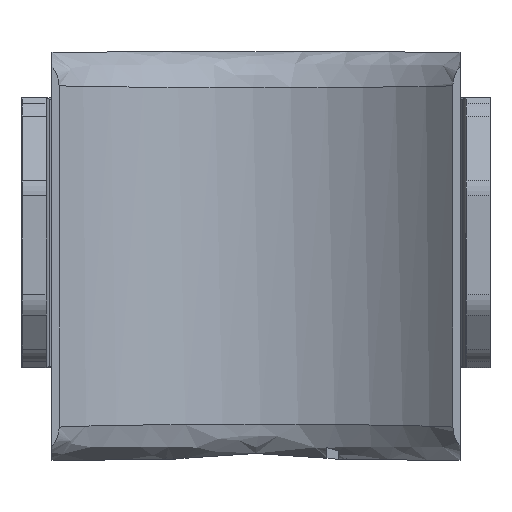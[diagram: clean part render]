
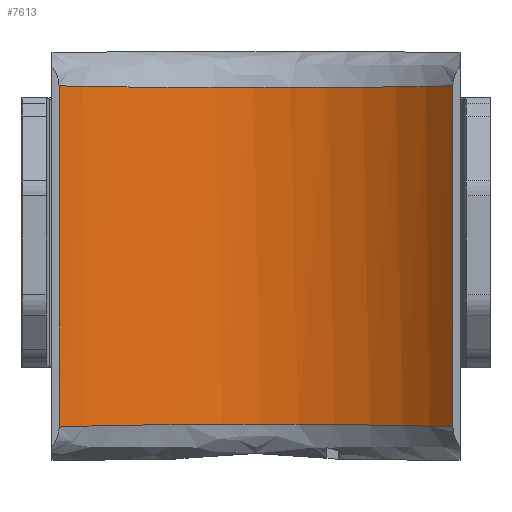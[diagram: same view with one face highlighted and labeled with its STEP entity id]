
A CAD part, front view. The second image highlights one B-rep face of the part: STEP entity #7613.
In plain terms, the highlighted cylindrical face has radius 21.7 mm (diameter 43.4 mm), a partial arc.
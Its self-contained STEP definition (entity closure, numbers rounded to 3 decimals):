
#6 = DIRECTION ( 'NONE',  ( 0., 0., -1. ) ) ;
#209 = EDGE_CURVE ( 'NONE', #2681, #8863, #2220, .T. ) ;
#242 = ORIENTED_EDGE ( 'NONE', *, *, #209, .T. ) ;
#355 = CARTESIAN_POINT ( 'NONE',  ( 4.999, -0.58, 14.051 ) ) ;
#385 = VERTEX_POINT ( 'NONE', #3937 ) ;
#406 = CARTESIAN_POINT ( 'NONE',  ( -8.667, -1.802, 14.071 ) ) ;
#449 = CARTESIAN_POINT ( 'NONE',  ( -7.22, -1.233, 14.061 ) ) ;
#520 = CARTESIAN_POINT ( 'NONE',  ( -14.219, -5.289, -14.151 ) ) ;
#554 = CARTESIAN_POINT ( 'NONE',  ( -8.311, -1.651, 14.069 ) ) ;
#569 = CARTESIAN_POINT ( 'NONE',  ( 8.318, -1.643, -14.068 ) ) ;
#738 = CARTESIAN_POINT ( 'NONE',  ( -16.409, -7.5, -14.218 ) ) ;
#761 = FACE_OUTER_BOUND ( 'NONE', #2575, .T. ) ;
#793 = VERTEX_POINT ( 'NONE', #2271 ) ;
#840 = AXIS2_PLACEMENT_3D ( 'NONE', #3312, #9129, #1695 ) ;
#904 = CARTESIAN_POINT ( 'NONE',  ( -16.409, -7.5, 17. ) ) ;
#1195 = CARTESIAN_POINT ( 'NONE',  ( -11.75, -3.39, 14.103 ) ) ;
#1354 = CARTESIAN_POINT ( 'NONE',  ( -8.667, -1.802, -14.071 ) ) ;
#1621 = EDGE_CURVE ( 'NONE', #8863, #793, #8777, .T. ) ;
#1695 = DIRECTION ( 'NONE',  ( -1., 0., 0. ) ) ;
#1994 = CARTESIAN_POINT ( 'NONE',  ( 16.409, -7.5, -14.218 ) ) ;
#2039 = CARTESIAN_POINT ( 'NONE',  ( -6.111, -0.864, -14.055 ) ) ;
#2139 = CARTESIAN_POINT ( 'NONE',  ( 6.129, -0.88, -14.055 ) ) ;
#2220 = LINE ( 'NONE', #904, #3313 ) ;
#2271 = CARTESIAN_POINT ( 'NONE',  ( 16.409, -7.5, -14.218 ) ) ;
#2476 = CARTESIAN_POINT ( 'NONE',  ( 6.5, -0.993, 14.057 ) ) ;
#2575 = EDGE_LOOP ( 'NONE', ( #242, #5473, #3318, #6921 ) ) ;
#2619 = CARTESIAN_POINT ( 'NONE',  ( -16.409, -7.5, 14.218 ) ) ;
#2681 = VERTEX_POINT ( 'NONE', #4124 ) ;
#2733 = CARTESIAN_POINT ( 'NONE',  ( -7.588, -1.366, -14.064 ) ) ;
#2812 = CARTESIAN_POINT ( 'NONE',  ( 1.554, 0.001, 14.042 ) ) ;
#2830 = CARTESIAN_POINT ( 'NONE',  ( 3.096, -0.166, -14.044 ) ) ;
#2880 = CARTESIAN_POINT ( 'NONE',  ( 9.719, -2.283, -14.081 ) ) ;
#3177 = CARTESIAN_POINT ( 'NONE',  ( 12.39, -3.868, 14.115 ) ) ;
#3226 = CARTESIAN_POINT ( 'NONE',  ( 7.601, -1.36, 14.063 ) ) ;
#3312 = CARTESIAN_POINT ( 'NONE',  ( 0., -21.7, 17. ) ) ;
#3313 = VECTOR ( 'NONE', #6, 1000. ) ;
#3318 = ORIENTED_EDGE ( 'NONE', *, *, #9538, .F. ) ;
#3365 = CARTESIAN_POINT ( 'NONE',  ( -1.571, -0.001, 14.042 ) ) ;
#3397 = DIRECTION ( 'NONE',  ( 0., 0., -1. ) ) ;
#3412 = CARTESIAN_POINT ( 'NONE',  ( -15.357, -6.349, 14.181 ) ) ;
#3427 = CARTESIAN_POINT ( 'NONE',  ( -10.424, -2.605, -14.087 ) ) ;
#3456 = CARTESIAN_POINT ( 'NONE',  ( -14.219, -5.289, 14.151 ) ) ;
#3527 = CARTESIAN_POINT ( 'NONE',  ( -5.365, -0.66, -14.052 ) ) ;
#3571 = CARTESIAN_POINT ( 'NONE',  ( 10.403, -2.64, -14.088 ) ) ;
#3913 = CARTESIAN_POINT ( 'NONE',  ( 15.387, -6.319, 14.179 ) ) ;
#3937 = CARTESIAN_POINT ( 'NONE',  ( 16.409, -7.5, 14.218 ) ) ;
#4124 = CARTESIAN_POINT ( 'NONE',  ( -16.409, -7.5, 14.218 ) ) ;
#4154 = CARTESIAN_POINT ( 'NONE',  ( -5.365, -0.66, 14.052 ) ) ;
#4264 = CARTESIAN_POINT ( 'NONE',  ( -7.22, -1.233, -14.061 ) ) ;
#4299 = CARTESIAN_POINT ( 'NONE',  ( 5.379, -0.674, 14.052 ) ) ;
#4319 = CARTESIAN_POINT ( 'NONE',  ( -8.311, -1.651, -14.069 ) ) ;
#4700 = CARTESIAN_POINT ( 'NONE',  ( 9.719, -2.283, 14.081 ) ) ;
#5038 = CARTESIAN_POINT ( 'NONE',  ( 5.379, -0.674, -14.052 ) ) ;
#5092 = CARTESIAN_POINT ( 'NONE',  ( -3.105, -0.168, -14.044 ) ) ;
#5473 = ORIENTED_EDGE ( 'NONE', *, *, #1621, .T. ) ;
#5478 = CARTESIAN_POINT ( 'NONE',  ( 6.129, -0.88, 14.055 ) ) ;
#5742 = CARTESIAN_POINT ( 'NONE',  ( -1.571, -0.001, -14.042 ) ) ;
#5771 = CARTESIAN_POINT ( 'NONE',  ( -15.898, -6.909, 14.198 ) ) ;
#5833 = CARTESIAN_POINT ( 'NONE',  ( 7.601, -1.36, -14.063 ) ) ;
#6418 = CARTESIAN_POINT ( 'NONE',  ( -13.617, -4.787, -14.138 ) ) ;
#6612 = CARTESIAN_POINT ( 'NONE',  ( -16.409, -7.5, -14.218 ) ) ;
#6908 = CARTESIAN_POINT ( 'NONE',  ( 14.253, -5.264, 14.15 ) ) ;
#6921 = ORIENTED_EDGE ( 'NONE', *, *, #7694, .T. ) ;
#6953 = CARTESIAN_POINT ( 'NONE',  ( 16.409, -7.5, 14.218 ) ) ;
#7145 = CARTESIAN_POINT ( 'NONE',  ( -6.111, -0.864, 14.055 ) ) ;
#7256 = CARTESIAN_POINT ( 'NONE',  ( 11.738, -3.432, -14.105 ) ) ;
#7293 = CARTESIAN_POINT ( 'NONE',  ( 3.096, -0.166, 14.044 ) ) ;
#7312 = CARTESIAN_POINT ( 'NONE',  ( 1.554, 0.001, -14.042 ) ) ;
#7354 = CARTESIAN_POINT ( 'NONE',  ( -15.357, -6.349, -14.181 ) ) ;
#7613 = ADVANCED_FACE ( 'NONE', ( #761 ), #9083, .F. ) ;
#7683 = CARTESIAN_POINT ( 'NONE',  ( 8.318, -1.643, 14.068 ) ) ;
#7694 = EDGE_CURVE ( 'NONE', #385, #2681, #8900, .T. ) ;
#7805 = CARTESIAN_POINT ( 'NONE',  ( 16.409, -7.5, 17. ) ) ;
#7849 = LINE ( 'NONE', #7805, #9672 ) ;
#7938 = CARTESIAN_POINT ( 'NONE',  ( 15.387, -6.319, -14.179 ) ) ;
#8035 = CARTESIAN_POINT ( 'NONE',  ( 14.253, -5.264, -14.15 ) ) ;
#8085 = CARTESIAN_POINT ( 'NONE',  ( 12.39, -3.868, -14.115 ) ) ;
#8129 = CARTESIAN_POINT ( 'NONE',  ( -15.898, -6.909, -14.198 ) ) ;
#8429 = CARTESIAN_POINT ( 'NONE',  ( 10.403, -2.64, 14.088 ) ) ;
#8666 = CARTESIAN_POINT ( 'NONE',  ( -7.588, -1.366, 14.064 ) ) ;
#8720 = CARTESIAN_POINT ( 'NONE',  ( -13.617, -4.787, 14.138 ) ) ;
#8777 = B_SPLINE_CURVE_WITH_KNOTS ( 'NONE', 3,
 ( #6612, #8129, #7354, #520, #6418, #9624, #3427, #1354, #4319, #2733, #4264, #2039, #3527, #5092, #5742, #7312, #2830, #9574, #5038, #2139, #9526, #5833, #569, #2880, #3571, #7256, #8085, #8035, #7938, #1994 ),
 .UNSPECIFIED., .F., .F.,
 ( 4, 2, 2, 2, 2, 2, 2, 2, 2, 2, 2, 2, 2, 2, 4 ),
 ( 0., 0.002, 0.005, 0.009, 0.011, 0.012, 0.014, 0.019, 0.023, 0.025, 0.026, 0.028, 0.03, 0.033, 0.037 ),
 .UNSPECIFIED. ) ;
#8863 = VERTEX_POINT ( 'NONE', #738 ) ;
#8900 = B_SPLINE_CURVE_WITH_KNOTS ( 'NONE', 3,
 ( #6953, #3913, #6908, #3177, #9181, #8429, #4700, #7683, #3226, #2476, #5478, #4299, #355, #7293, #2812, #3365, #9460, #4154, #7145, #449, #8666, #554, #406, #9412, #1195, #8720, #3456, #3412, #5771, #2619 ),
 .UNSPECIFIED., .F., .F.,
 ( 4, 2, 2, 2, 2, 2, 2, 2, 2, 2, 2, 2, 2, 2, 4 ),
 ( 0., 0.005, 0.007, 0.009, 0.012, 0.013, 0.014, 0.019, 0.023, 0.026, 0.027, 0.028, 0.033, 0.035, 0.037 ),
 .UNSPECIFIED. ) ;
#9083 = CYLINDRICAL_SURFACE ( 'NONE', #840, 21.7 ) ;
#9129 = DIRECTION ( 'NONE',  ( 0., 0., -1. ) ) ;
#9181 = CARTESIAN_POINT ( 'NONE',  ( 11.738, -3.432, 14.105 ) ) ;
#9412 = CARTESIAN_POINT ( 'NONE',  ( -10.424, -2.605, 14.087 ) ) ;
#9460 = CARTESIAN_POINT ( 'NONE',  ( -3.105, -0.168, 14.044 ) ) ;
#9526 = CARTESIAN_POINT ( 'NONE',  ( 6.5, -0.993, -14.057 ) ) ;
#9538 = EDGE_CURVE ( 'NONE', #385, #793, #7849, .T. ) ;
#9574 = CARTESIAN_POINT ( 'NONE',  ( 4.999, -0.58, -14.051 ) ) ;
#9624 = CARTESIAN_POINT ( 'NONE',  ( -11.75, -3.39, -14.103 ) ) ;
#9672 = VECTOR ( 'NONE', #3397, 1000. ) ;
